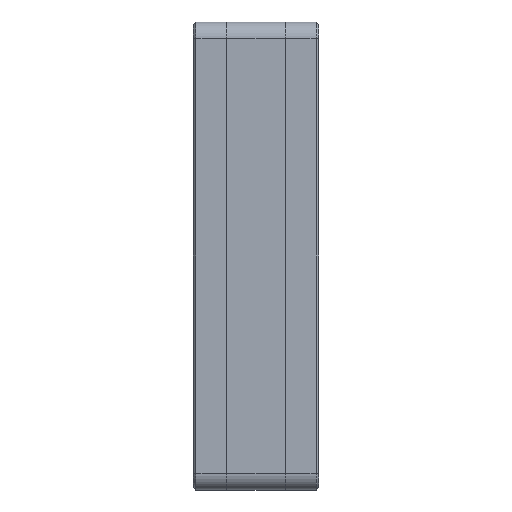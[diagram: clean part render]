
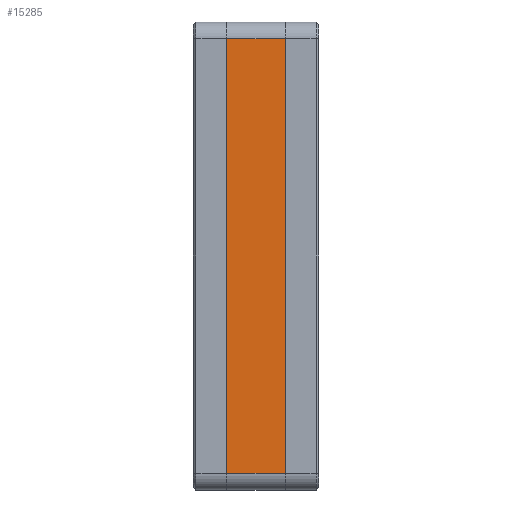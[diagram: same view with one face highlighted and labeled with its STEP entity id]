
A CAD part, left-side view. The second image highlights one B-rep face of the part: STEP entity #15285.
In plain terms, the highlighted planar face has unit normal (-1, 0, 0).
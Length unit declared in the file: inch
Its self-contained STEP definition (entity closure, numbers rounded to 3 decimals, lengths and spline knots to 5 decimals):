
#2654=FACE_OUTER_BOUND('',#3643,.T.);
#3643=EDGE_LOOP('',(#14029,#14030,#14031,#14032));
#3802=LINE('',#23092,#5021);
#3966=LINE('',#23814,#5185);
#4841=LINE('',#26860,#6060);
#4842=LINE('',#26862,#6061);
#5021=VECTOR('',#17887,0.3937);
#5185=VECTOR('',#18633,0.3937);
#6060=VECTOR('',#22152,0.3937);
#6061=VECTOR('',#22155,0.3937);
#6295=VERTEX_POINT('',#23089);
#6296=VERTEX_POINT('',#23091);
#6562=VERTEX_POINT('',#23811);
#6563=VERTEX_POINT('',#23813);
#7728=EDGE_CURVE('',#6296,#6295,#3802,.T.);
#8085=EDGE_CURVE('',#6563,#6562,#3966,.T.);
#9602=EDGE_CURVE('',#6563,#6295,#4841,.T.);
#9603=EDGE_CURVE('',#6296,#6562,#4842,.T.);
#14029=ORIENTED_EDGE('',*,*,#8085,.T.);
#14030=ORIENTED_EDGE('',*,*,#9603,.F.);
#14031=ORIENTED_EDGE('',*,*,#7728,.T.);
#14032=ORIENTED_EDGE('',*,*,#9602,.F.);
#14369=PLANE('',#17219);
#15285=ADVANCED_FACE('',(#2654),#14369,.T.);
#17219=AXIS2_PLACEMENT_3D('',#26943,#22257,#22258);
#17887=DIRECTION('',(0.,0.,1.));
#18633=DIRECTION('',(0.,0.,-1.));
#22152=DIRECTION('',(0.,-1.,0.));
#22155=DIRECTION('',(0.,1.,0.));
#22257=DIRECTION('center_axis',(-1.,0.,0.));
#22258=DIRECTION('ref_axis',(0.,0.,1.));
#23089=CARTESIAN_POINT('',(0.,-0.175,1.3));
#23091=CARTESIAN_POINT('',(0.,-0.175,-1.3));
#23092=CARTESIAN_POINT('',(0.,-0.175,-0.7));
#23811=CARTESIAN_POINT('',(0.,0.175,-1.3));
#23813=CARTESIAN_POINT('',(0.,0.175,1.3));
#23814=CARTESIAN_POINT('',(0.,0.175,-0.7));
#26860=CARTESIAN_POINT('',(0.,0.,1.3));
#26862=CARTESIAN_POINT('',(0.,0.,-1.3));
#26943=CARTESIAN_POINT('Origin',(0.,0.,-1.4));
